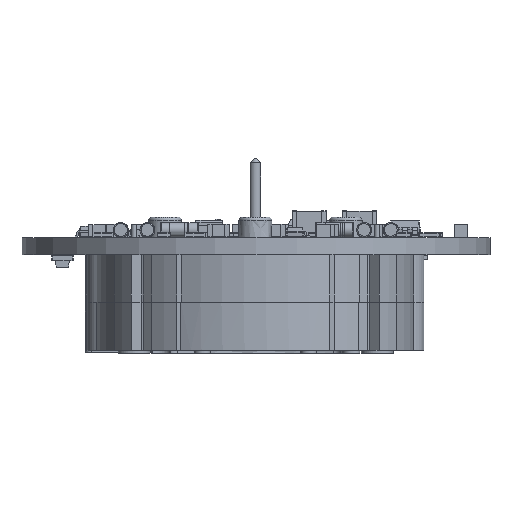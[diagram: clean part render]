
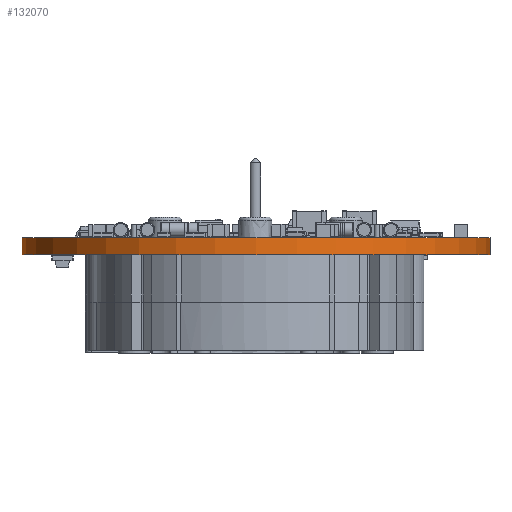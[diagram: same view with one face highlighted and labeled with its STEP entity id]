
A CAD part, front view. The second image highlights one B-rep face of the part: STEP entity #132070.
In plain terms, the highlighted cylindrical face has radius 22 mm (diameter 44 mm), a full revolution.
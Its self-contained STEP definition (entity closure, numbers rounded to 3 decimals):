
#132070 = ADVANCED_FACE('',(#132071),#132085,.T.);
#132071 = FACE_BOUND('',#132072,.F.);
#132072 = EDGE_LOOP('',(#132073,#132103,#132130,#132131));
#132073 = ORIENTED_EDGE('',*,*,#132074,.T.);
#132074 = EDGE_CURVE('',#132075,#132077,#132079,.T.);
#132075 = VERTEX_POINT('',#132076);
#132076 = CARTESIAN_POINT('',(22.,0.,0.));
#132077 = VERTEX_POINT('',#132078);
#132078 = CARTESIAN_POINT('',(22.,0.,1.6));
#132079 = SEAM_CURVE('',#132080,(#132084,#132096),.PCURVE_S1.);
#132080 = LINE('',#132081,#132082);
#132081 = CARTESIAN_POINT('',(22.,0.,0.));
#132082 = VECTOR('',#132083,1.);
#132083 = DIRECTION('',(0.,0.,1.));
#132084 = PCURVE('',#132085,#132090);
#132085 = CYLINDRICAL_SURFACE('',#132086,22.);
#132086 = AXIS2_PLACEMENT_3D('',#132087,#132088,#132089);
#132087 = CARTESIAN_POINT('',(0.,-0.,0.));
#132088 = DIRECTION('',(-0.,-0.,-1.));
#132089 = DIRECTION('',(1.,0.,-0.));
#132090 = DEFINITIONAL_REPRESENTATION('',(#132091),#132095);
#132091 = LINE('',#132092,#132093);
#132092 = CARTESIAN_POINT('',(-0.,0.));
#132093 = VECTOR('',#132094,1.);
#132094 = DIRECTION('',(-0.,-1.));
#132095 = ( GEOMETRIC_REPRESENTATION_CONTEXT(2) 
PARAMETRIC_REPRESENTATION_CONTEXT() REPRESENTATION_CONTEXT('2D SPACE',''
  ) );
#132096 = PCURVE('',#132085,#132097);
#132097 = DEFINITIONAL_REPRESENTATION('',(#132098),#132102);
#132098 = LINE('',#132099,#132100);
#132099 = CARTESIAN_POINT('',(-6.283,0.));
#132100 = VECTOR('',#132101,1.);
#132101 = DIRECTION('',(-0.,-1.));
#132102 = ( GEOMETRIC_REPRESENTATION_CONTEXT(2) 
PARAMETRIC_REPRESENTATION_CONTEXT() REPRESENTATION_CONTEXT('2D SPACE',''
  ) );
#132103 = ORIENTED_EDGE('',*,*,#132104,.T.);
#132104 = EDGE_CURVE('',#132077,#132077,#132105,.T.);
#132105 = SURFACE_CURVE('',#132106,(#132111,#132118),.PCURVE_S1.);
#132106 = CIRCLE('',#132107,22.);
#132107 = AXIS2_PLACEMENT_3D('',#132108,#132109,#132110);
#132108 = CARTESIAN_POINT('',(0.,0.,1.6));
#132109 = DIRECTION('',(0.,0.,1.));
#132110 = DIRECTION('',(1.,0.,-0.));
#132111 = PCURVE('',#132085,#132112);
#132112 = DEFINITIONAL_REPRESENTATION('',(#132113),#132117);
#132113 = LINE('',#132114,#132115);
#132114 = CARTESIAN_POINT('',(-0.,-1.6));
#132115 = VECTOR('',#132116,1.);
#132116 = DIRECTION('',(-1.,0.));
#132117 = ( GEOMETRIC_REPRESENTATION_CONTEXT(2) 
PARAMETRIC_REPRESENTATION_CONTEXT() REPRESENTATION_CONTEXT('2D SPACE',''
  ) );
#132118 = PCURVE('',#132119,#132124);
#132119 = PLANE('',#132120);
#132120 = AXIS2_PLACEMENT_3D('',#132121,#132122,#132123);
#132121 = CARTESIAN_POINT('',(0.,0.,
    1.6));
#132122 = DIRECTION('',(0.,0.,1.));
#132123 = DIRECTION('',(1.,0.,-0.));
#132124 = DEFINITIONAL_REPRESENTATION('',(#132125),#132129);
#132125 = CIRCLE('',#132126,22.);
#132126 = AXIS2_PLACEMENT_2D('',#132127,#132128);
#132127 = CARTESIAN_POINT('',(0.,0.));
#132128 = DIRECTION('',(1.,0.));
#132129 = ( GEOMETRIC_REPRESENTATION_CONTEXT(2) 
PARAMETRIC_REPRESENTATION_CONTEXT() REPRESENTATION_CONTEXT('2D SPACE',''
  ) );
#132130 = ORIENTED_EDGE('',*,*,#132074,.F.);
#132131 = ORIENTED_EDGE('',*,*,#132132,.F.);
#132132 = EDGE_CURVE('',#132075,#132075,#132133,.T.);
#132133 = SURFACE_CURVE('',#132134,(#132139,#132146),.PCURVE_S1.);
#132134 = CIRCLE('',#132135,22.);
#132135 = AXIS2_PLACEMENT_3D('',#132136,#132137,#132138);
#132136 = CARTESIAN_POINT('',(0.,-0.,0.));
#132137 = DIRECTION('',(0.,0.,1.));
#132138 = DIRECTION('',(1.,0.,-0.));
#132139 = PCURVE('',#132085,#132140);
#132140 = DEFINITIONAL_REPRESENTATION('',(#132141),#132145);
#132141 = LINE('',#132142,#132143);
#132142 = CARTESIAN_POINT('',(-0.,0.));
#132143 = VECTOR('',#132144,1.);
#132144 = DIRECTION('',(-1.,0.));
#132145 = ( GEOMETRIC_REPRESENTATION_CONTEXT(2) 
PARAMETRIC_REPRESENTATION_CONTEXT() REPRESENTATION_CONTEXT('2D SPACE',''
  ) );
#132146 = PCURVE('',#132147,#132152);
#132147 = PLANE('',#132148);
#132148 = AXIS2_PLACEMENT_3D('',#132149,#132150,#132151);
#132149 = CARTESIAN_POINT('',(0.,0.,0.
    ));
#132150 = DIRECTION('',(0.,0.,1.));
#132151 = DIRECTION('',(1.,0.,-0.));
#132152 = DEFINITIONAL_REPRESENTATION('',(#132153),#132157);
#132153 = CIRCLE('',#132154,22.);
#132154 = AXIS2_PLACEMENT_2D('',#132155,#132156);
#132155 = CARTESIAN_POINT('',(0.,0.));
#132156 = DIRECTION('',(1.,0.));
#132157 = ( GEOMETRIC_REPRESENTATION_CONTEXT(2) 
PARAMETRIC_REPRESENTATION_CONTEXT() REPRESENTATION_CONTEXT('2D SPACE',''
  ) );
